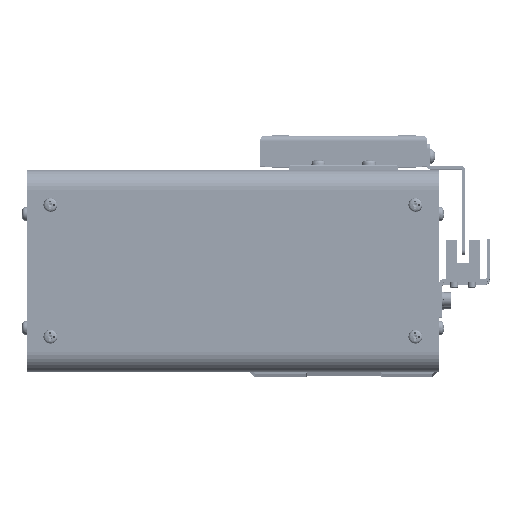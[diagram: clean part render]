
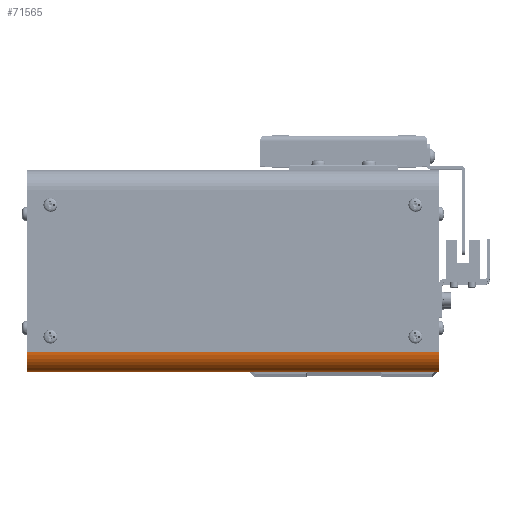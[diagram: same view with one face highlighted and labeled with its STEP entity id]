
A CAD part, top view. The second image highlights one B-rep face of the part: STEP entity #71565.
In plain terms, the highlighted cylindrical face has radius 8 mm (diameter 16 mm), a partial arc.
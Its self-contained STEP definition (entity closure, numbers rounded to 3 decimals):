
#393 = EDGE_CURVE ( 'NONE', #144612, #124556, #70864, .T. ) ;
#862 = CARTESIAN_POINT ( 'NONE',  ( 81.25, -40., 17. ) ) ;
#1724 = DIRECTION ( 'NONE',  ( 0., 0., 1. ) ) ;
#14696 = CARTESIAN_POINT ( 'NONE',  ( -81.25, -32., 25. ) ) ;
#16766 = AXIS2_PLACEMENT_3D ( 'NONE', #61972, #155286, #75408 ) ;
#18467 = EDGE_CURVE ( 'NONE', #107134, #107425, #138400, .T. ) ;
#25885 = ORIENTED_EDGE ( 'NONE', *, *, #166676, .F. ) ;
#31220 = DIRECTION ( 'NONE',  ( -1., 0., 0. ) ) ;
#40258 = VECTOR ( 'NONE', #159216, 1000. ) ;
#52486 = CARTESIAN_POINT ( 'NONE',  ( -81.25, -40., 17. ) ) ;
#58807 = AXIS2_PLACEMENT_3D ( 'NONE', #111260, #31220, #124638 ) ;
#61972 = CARTESIAN_POINT ( 'NONE',  ( 81.25, -32., 17. ) ) ;
#70864 = LINE ( 'NONE', #163785, #129245 ) ;
#71565 = ADVANCED_FACE ( 'NONE', ( #128227 ), #124104, .T. ) ;
#75408 = DIRECTION ( 'NONE',  ( 0., 0., 1. ) ) ;
#80440 = EDGE_CURVE ( 'NONE', #107425, #144612, #170387, .T. ) ;
#81699 = DIRECTION ( 'NONE',  ( -1., 0., 0. ) ) ;
#85427 = CARTESIAN_POINT ( 'NONE',  ( -81.25, -40., 17. ) ) ;
#86215 = ORIENTED_EDGE ( 'NONE', *, *, #80440, .F. ) ;
#89672 = CARTESIAN_POINT ( 'NONE',  ( 81.25, -32., 25. ) ) ;
#91015 = ORIENTED_EDGE ( 'NONE', *, *, #393, .F. ) ;
#95157 = CARTESIAN_POINT ( 'NONE',  ( 0., -32., 17. ) ) ;
#103015 = EDGE_LOOP ( 'NONE', ( #86215, #113628, #25885, #91015 ) ) ;
#107134 = VERTEX_POINT ( 'NONE', #862 ) ;
#107425 = VERTEX_POINT ( 'NONE', #85427 ) ;
#111260 = CARTESIAN_POINT ( 'NONE',  ( -81.25, -32., 17. ) ) ;
#111392 = DIRECTION ( 'NONE',  ( 1., 0., 0. ) ) ;
#113628 = ORIENTED_EDGE ( 'NONE', *, *, #18467, .F. ) ;
#123998 = AXIS2_PLACEMENT_3D ( 'NONE', #95157, #81699, #1724 ) ;
#124104 = CYLINDRICAL_SURFACE ( 'NONE', #123998, 8. ) ;
#124556 = VERTEX_POINT ( 'NONE', #89672 ) ;
#124638 = DIRECTION ( 'NONE',  ( 0., 1., 0. ) ) ;
#128227 = FACE_OUTER_BOUND ( 'NONE', #103015, .T. ) ;
#129245 = VECTOR ( 'NONE', #111392, 1000. ) ;
#134277 = CIRCLE ( 'NONE', #16766, 8. ) ;
#138400 = LINE ( 'NONE', #52486, #40258 ) ;
#144612 = VERTEX_POINT ( 'NONE', #14696 ) ;
#155286 = DIRECTION ( 'NONE',  ( 1., 0., 0. ) ) ;
#159216 = DIRECTION ( 'NONE',  ( -1., 0., 0. ) ) ;
#163785 = CARTESIAN_POINT ( 'NONE',  ( 81.25, -32., 25. ) ) ;
#166676 = EDGE_CURVE ( 'NONE', #124556, #107134, #134277, .T. ) ;
#170387 = CIRCLE ( 'NONE', #58807, 8. ) ;
